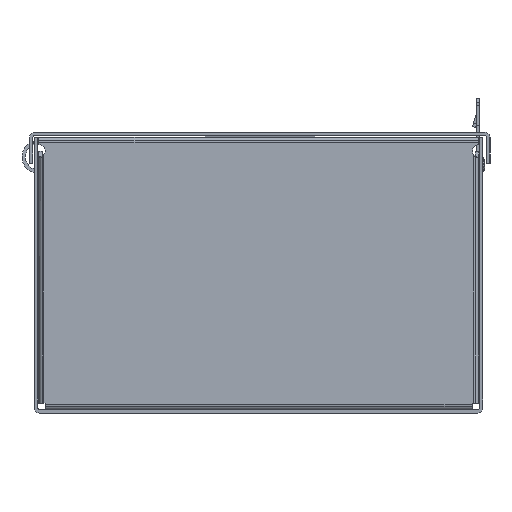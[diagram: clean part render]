
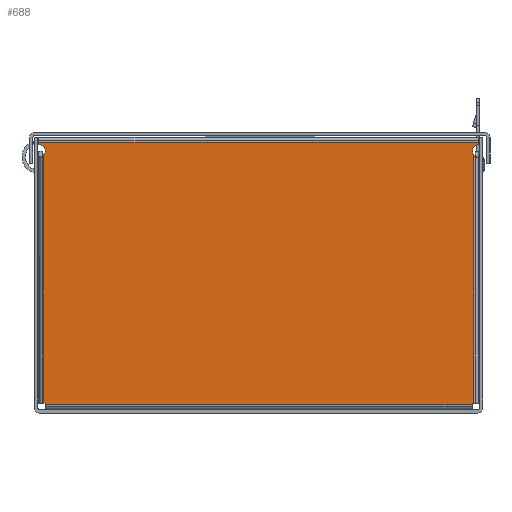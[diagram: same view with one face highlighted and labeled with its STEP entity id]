
A CAD part, left-side view. The second image highlights one B-rep face of the part: STEP entity #688.
In plain terms, the highlighted face is planar.
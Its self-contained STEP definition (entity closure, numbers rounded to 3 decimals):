
#688 = ADVANCED_FACE( '', ( #1545 ), #1546, .T. );
#1545 = FACE_OUTER_BOUND( '', #2691, .T. );
#1546 = PLANE( '', #2692 );
#2691 = EDGE_LOOP( '', ( #4222, #4223, #4224, #4225, #4226, #4227, #4228, #4229, #4230, #4231, #4232, #4233 ) );
#2692 = AXIS2_PLACEMENT_3D( '', #4234, #4235, #4236 );
#4222 = ORIENTED_EDGE( '', *, *, #6796, .T. );
#4223 = ORIENTED_EDGE( '', *, *, #7002, .T. );
#4224 = ORIENTED_EDGE( '', *, *, #7003, .T. );
#4225 = ORIENTED_EDGE( '', *, *, #6960, .T. );
#4226 = ORIENTED_EDGE( '', *, *, #7004, .T. );
#4227 = ORIENTED_EDGE( '', *, *, #7005, .F. );
#4228 = ORIENTED_EDGE( '', *, *, #7006, .T. );
#4229 = ORIENTED_EDGE( '', *, *, #7007, .T. );
#4230 = ORIENTED_EDGE( '', *, *, #7008, .T. );
#4231 = ORIENTED_EDGE( '', *, *, #7009, .T. );
#4232 = ORIENTED_EDGE( '', *, *, #7010, .T. );
#4233 = ORIENTED_EDGE( '', *, *, #7011, .T. );
#4234 = CARTESIAN_POINT( '', ( 0., 0., 0. ) );
#4235 = DIRECTION( '', ( 0., -1., 0. ) );
#4236 = DIRECTION( '', ( 0., 0., -1. ) );
#6796 = EDGE_CURVE( '', #8091, #8092, #8093, .F. );
#6960 = EDGE_CURVE( '', #8382, #8380, #8383, .T. );
#7002 = EDGE_CURVE( '', #8092, #8452, #8453, .T. );
#7003 = EDGE_CURVE( '', #8452, #8382, #8454, .T. );
#7004 = EDGE_CURVE( '', #8380, #8455, #8456, .F. );
#7005 = EDGE_CURVE( '', #8457, #8455, #8458, .T. );
#7006 = EDGE_CURVE( '', #8457, #8459, #8460, .T. );
#7007 = EDGE_CURVE( '', #8459, #8461, #8462, .T. );
#7008 = EDGE_CURVE( '', #8461, #8463, #8464, .T. );
#7009 = EDGE_CURVE( '', #8463, #8465, #8466, .T. );
#7010 = EDGE_CURVE( '', #8465, #8467, #8468, .T. );
#7011 = EDGE_CURVE( '', #8467, #8091, #8469, .T. );
#8091 = VERTEX_POINT( '', #9922 );
#8092 = VERTEX_POINT( '', #9923 );
#8093 = CIRCLE( '', #9924, 2.896 );
#8380 = VERTEX_POINT( '', #10308 );
#8382 = VERTEX_POINT( '', #10311 );
#8383 = LINE( '', #10312, #10313 );
#8452 = VERTEX_POINT( '', #10403 );
#8453 = LINE( '', #10404, #10405 );
#8454 = LINE( '', #10406, #10407 );
#8455 = VERTEX_POINT( '', #10408 );
#8456 = CIRCLE( '', #10409, 2.896 );
#8457 = VERTEX_POINT( '', #10410 );
#8458 = LINE( '', #10411, #10412 );
#8459 = VERTEX_POINT( '', #10413 );
#8460 = LINE( '', #10414, #10415 );
#8461 = VERTEX_POINT( '', #10416 );
#8462 = LINE( '', #10417, #10418 );
#8463 = VERTEX_POINT( '', #10419 );
#8464 = LINE( '', #10420, #10421 );
#8465 = VERTEX_POINT( '', #10422 );
#8466 = LINE( '', #10423, #10424 );
#8467 = VERTEX_POINT( '', #10425 );
#8468 = LINE( '', #10426, #10427 );
#8469 = LINE( '', #10428, #10429 );
#9922 = CARTESIAN_POINT( '', ( 98.93, 0., 54.68 ) );
#9923 = CARTESIAN_POINT( '', ( 101.267, 0., 59.286 ) );
#9924 = AXIS2_PLACEMENT_3D( '', #12151, #12152, #12153 );
#10308 = CARTESIAN_POINT( '', ( -101.267, 0., 59.286 ) );
#10311 = CARTESIAN_POINT( '', ( -101.267, 0., 60.401 ) );
#10312 = CARTESIAN_POINT( '', ( -101.267, 0., 62.738 ) );
#10313 = VECTOR( '', #12366, 1000. );
#10403 = CARTESIAN_POINT( '', ( 101.267, 0., 60.401 ) );
#10404 = CARTESIAN_POINT( '', ( 101.267, 0., -62.738 ) );
#10405 = VECTOR( '', #12424, 1000. );
#10406 = CARTESIAN_POINT( '', ( 101.267, 0., 60.401 ) );
#10407 = VECTOR( '', #12425, 1000. );
#10408 = CARTESIAN_POINT( '', ( -98.93, 0., 54.68 ) );
#10409 = AXIS2_PLACEMENT_3D( '', #12426, #12427, #12428 );
#10410 = CARTESIAN_POINT( '', ( -98.93, 0., -59.69 ) );
#10411 = CARTESIAN_POINT( '', ( -98.93, 0., 56.39 ) );
#10412 = VECTOR( '', #12429, 1000. );
#10413 = CARTESIAN_POINT( '', ( -98.219, 0., -59.69 ) );
#10414 = CARTESIAN_POINT( '', ( 0., 0., -59.69 ) );
#10415 = VECTOR( '', #12430, 1000. );
#10416 = CARTESIAN_POINT( '', ( -98.219, 0., -60.401 ) );
#10417 = CARTESIAN_POINT( '', ( -98.219, 0., 0. ) );
#10418 = VECTOR( '', #12431, 1000. );
#10419 = CARTESIAN_POINT( '', ( 98.219, 0., -60.401 ) );
#10420 = CARTESIAN_POINT( '', ( -101.267, 0., -60.401 ) );
#10421 = VECTOR( '', #12432, 1000. );
#10422 = CARTESIAN_POINT( '', ( 98.219, 0., -59.69 ) );
#10423 = CARTESIAN_POINT( '', ( 98.219, 0., 0. ) );
#10424 = VECTOR( '', #12433, 1000. );
#10425 = CARTESIAN_POINT( '', ( 98.93, 0., -59.69 ) );
#10426 = CARTESIAN_POINT( '', ( 0., 0., -59.69 ) );
#10427 = VECTOR( '', #12434, 1000. );
#10428 = CARTESIAN_POINT( '', ( 98.93, 0., 56.39 ) );
#10429 = VECTOR( '', #12435, 1000. );
#12151 = CARTESIAN_POINT( '', ( 101.267, 0., 56.39 ) );
#12152 = DIRECTION( '', ( 0., -1., 0. ) );
#12153 = DIRECTION( '', ( 0., 0., -1. ) );
#12366 = DIRECTION( '', ( 0., 0., -1. ) );
#12424 = DIRECTION( '', ( 0., 0., 1. ) );
#12425 = DIRECTION( '', ( -1., 0., 0. ) );
#12426 = CARTESIAN_POINT( '', ( -101.267, 0., 56.39 ) );
#12427 = DIRECTION( '', ( 0., -1., 0. ) );
#12428 = DIRECTION( '', ( 0., 0., -1. ) );
#12429 = DIRECTION( '', ( 0., 0., 1. ) );
#12430 = DIRECTION( '', ( 1., 0., 0. ) );
#12431 = DIRECTION( '', ( 0., 0., -1. ) );
#12432 = DIRECTION( '', ( 1., 0., 0. ) );
#12433 = DIRECTION( '', ( 0., 0., 1. ) );
#12434 = DIRECTION( '', ( 1., 0., 0. ) );
#12435 = DIRECTION( '', ( 0., 0., 1. ) );
